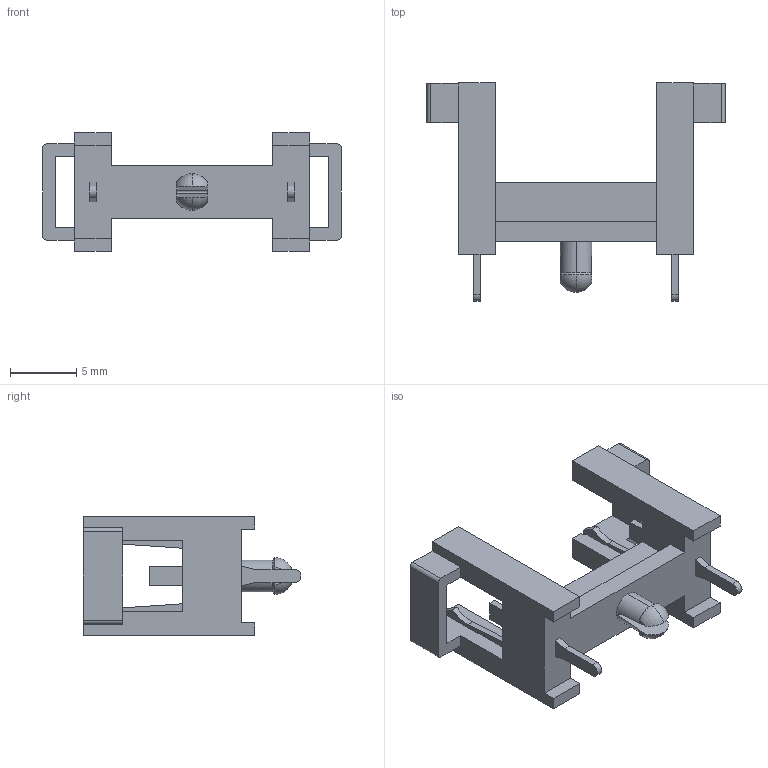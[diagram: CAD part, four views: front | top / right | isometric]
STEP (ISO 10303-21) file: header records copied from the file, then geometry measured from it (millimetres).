
FILE_DESCRIPTION (( 'STEP AP214' ), '1' );
FILE_NAME ('64900001039.STEP', '2019-04-28T15:03:02', ( '' ), ( '' ), 'SwSTEP 2.0', 'SolidWorks 2017', '' );
FILE_SCHEMA (( 'AUTOMOTIVE_DESIGN' ));
Length unit declared in the file: millimetre
Products named in the file (1): 64900001039
Bounding box: 22.6 x 16.5 x 9 mm (x, y, z)
Volume: 590.9 mm3; surface area: 1365.3 mm2
Topology: 3 solids, 3 shells, 161 faces, 477 edges, 317 vertices
Faces by surface type: plane 120, cylinder 34, sphere 4, cone 3
Entity records: 5476 total; most frequent: CARTESIAN_POINT 1052, ORIENTED_EDGE 954, DIRECTION 866, EDGE_CURVE 477, VECTOR 380, LINE 380, VERTEX_POINT 317, AXIS2_PLACEMENT_3D 243
